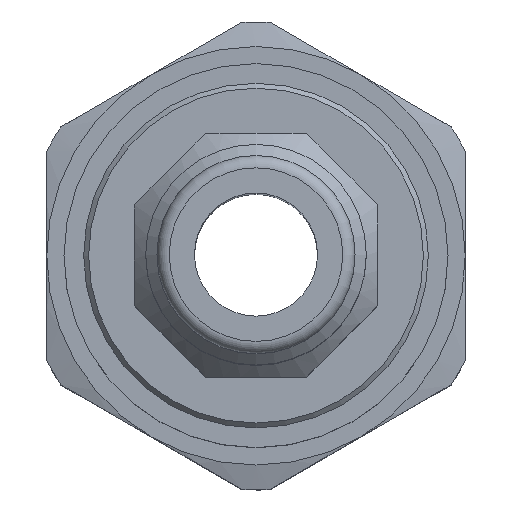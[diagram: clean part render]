
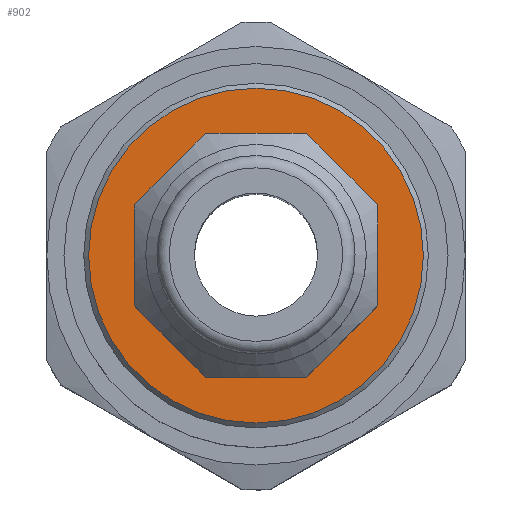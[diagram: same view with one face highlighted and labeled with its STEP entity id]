
A CAD part, top view. The second image highlights one B-rep face of the part: STEP entity #902.
In plain terms, the highlighted planar face has unit normal (0, 0, 1).
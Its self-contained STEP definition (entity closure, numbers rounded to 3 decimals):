
#129=PLANE('',#1004);
#211=FACE_BOUND('',#346,.T.);
#272=FACE_OUTER_BOUND('',#345,.T.);
#345=EDGE_LOOP('',(#808));
#346=EDGE_LOOP('',(#809));
#414=CIRCLE('',#993,4.85);
#415=CIRCLE('',#1003,6.8);
#493=VERTEX_POINT('',#1547);
#494=VERTEX_POINT('',#1566);
#596=EDGE_CURVE('',#493,#493,#414,.T.);
#605=EDGE_CURVE('',#494,#494,#415,.T.);
#808=ORIENTED_EDGE('',*,*,#605,.F.);
#809=ORIENTED_EDGE('',*,*,#596,.F.);
#902=ADVANCED_FACE('',(#272,#211),#129,.F.);
#993=AXIS2_PLACEMENT_3D('',#1548,#1189,#1190);
#1003=AXIS2_PLACEMENT_3D('',#1567,#1217,#1218);
#1004=AXIS2_PLACEMENT_3D('',#1568,#1219,#1220);
#1189=DIRECTION('center_axis',(0.,0.,1.));
#1190=DIRECTION('ref_axis',(0.,1.,0.));
#1217=DIRECTION('center_axis',(0.,0.,-1.));
#1218=DIRECTION('ref_axis',(0.,1.,0.));
#1219=DIRECTION('center_axis',(0.,0.,-1.));
#1220=DIRECTION('ref_axis',(-1.,0.,0.));
#1547=CARTESIAN_POINT('',(-21.167,7.896,4.5));
#1548=CARTESIAN_POINT('Origin',(-21.167,3.046,4.5));
#1566=CARTESIAN_POINT('',(-21.167,-3.754,4.5));
#1567=CARTESIAN_POINT('Origin',(-21.167,3.046,4.5));
#1568=CARTESIAN_POINT('Origin',(-21.167,14.501,4.5));
